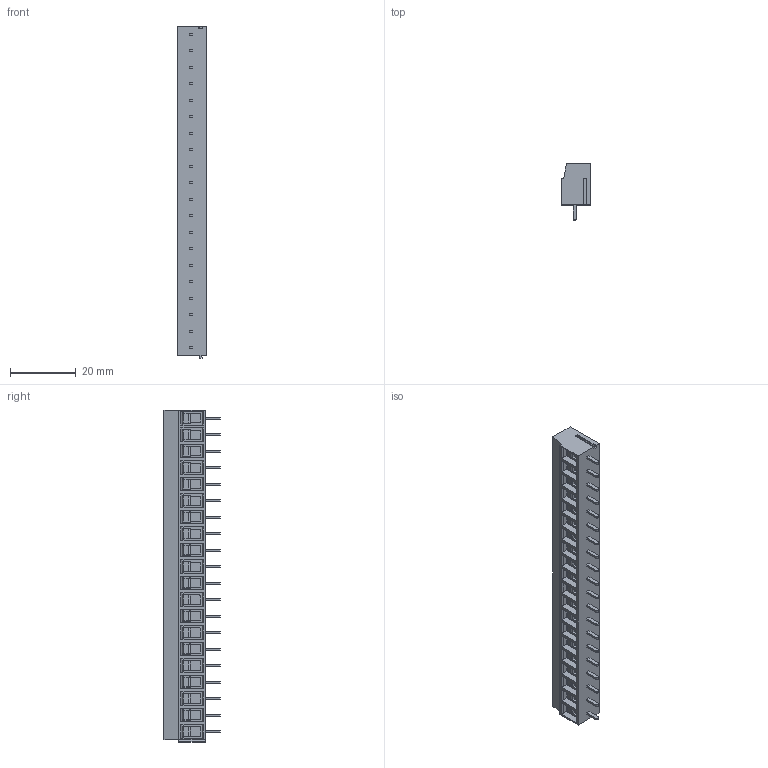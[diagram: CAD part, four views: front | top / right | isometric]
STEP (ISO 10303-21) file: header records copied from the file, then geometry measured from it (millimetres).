
FILE_DESCRIPTION((''),'2;1');
FILE_NAME('TL202V','2025-04-11T',('sj'),(''),'PRO/ENGINEER BY PARAMETRIC TECHNOLOGY CORPORATION, 2013240','PRO/ENGINEER BY PARAMETRIC TECHNOLOGY CORPORATION, 2013240','');
FILE_SCHEMA(('AUTOMOTIVE_DESIGN_CC2 { 1 2 10303 214 -1 1 5 2 }'));
Length unit declared in the file: millimetre
Products named in the file (1): TL202V
Bounding box: 9 x 17 x 100.68 mm (x, y, z)
Volume: 9066.2 mm3; surface area: 7955.2 mm2
Topology: 1 solids, 1 shells, 1444 faces, 3726 edges, 2404 vertices
Faces by surface type: plane 836, cylinder 408, cone 80, extrusion 80, torus 40
Entity records: 45036 total; most frequent: CARTESIAN_POINT 9604, ORIENTED_EDGE 7452, DIRECTION 7150, EDGE_CURVE 3726, VECTOR 2550, LINE 2470, VERTEX_POINT 2404, AXIS2_PLACEMENT_3D 2300
